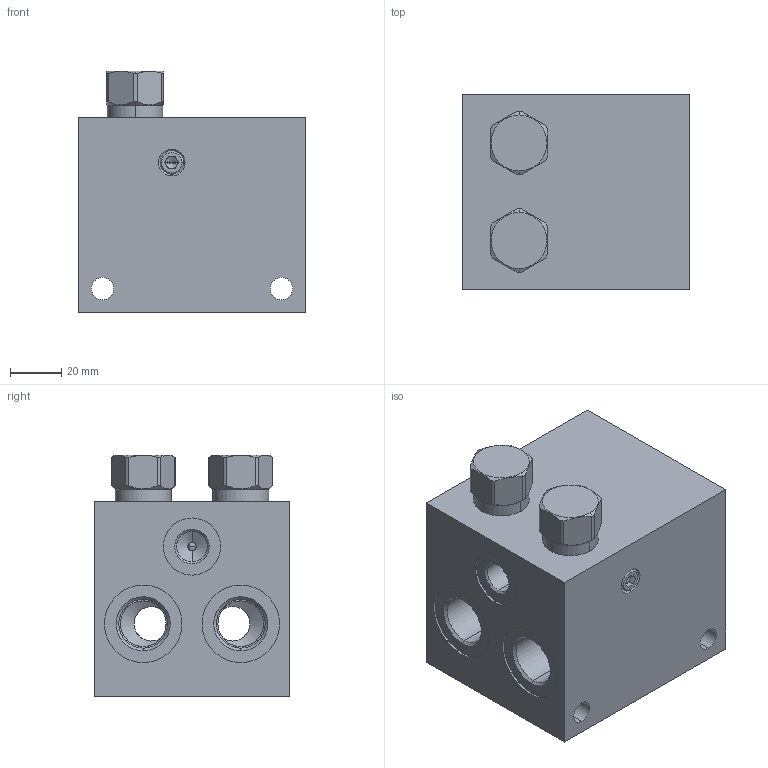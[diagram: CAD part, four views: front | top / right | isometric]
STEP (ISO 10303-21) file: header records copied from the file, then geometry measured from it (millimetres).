
FILE_DESCRIPTION((''),'2;1');
FILE_NAME('ENV_ASM','2019-10-31T',('ProEService'),(''),'PRO/ENGINEER BY PARAMETRIC TECHNOLOGY CORPORATION, 2014200','PRO/ENGINEER BY PARAMETRIC TECHNOLOGY CORPORATION, 2014200','');
FILE_SCHEMA(('CONFIG_CONTROL_DESIGN'));
Length unit declared in the file: inch
Products named in the file (6): 150-834-006; CXCDXCN; 260-010; 340-002; 800-001-070; ENV_ASM
Assembly tree (6 placements, depth 2):
  ENV_ASM
    150-834-006
    CXCDXCN  x2
    260-010
    340-002
    800-001-070
Bounding box: 88.9 x 76.2 x 94.46 mm (x, y, z)
Volume: 427018.3 mm3; surface area: 77516.4 mm2
Topology: 9 solids, 9 shells, 559 faces, 1691 edges, 1309 vertices
Faces by surface type: cylinder 232, cone 132, plane 129, torus 42, revolution 16, sphere 8
Entity records: 16780 total; most frequent: CARTESIAN_POINT 5254, DIRECTION 2465, ORIENTED_EDGE 1968, EDGE_CURVE 984, AXIS2_PLACEMENT_3D 877, VECTOR 703, LINE 703, VERTEX_POINT 606
